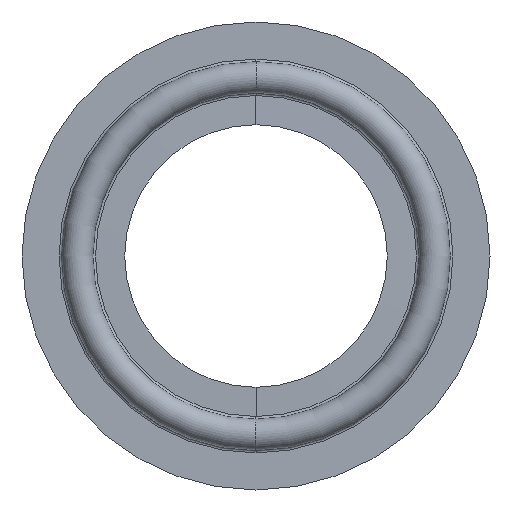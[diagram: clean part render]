
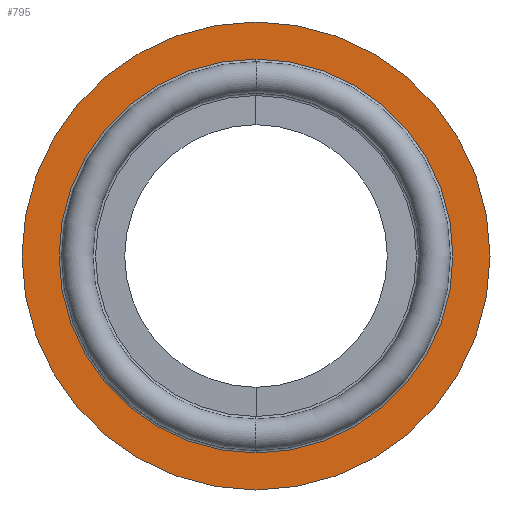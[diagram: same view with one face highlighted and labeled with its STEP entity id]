
A CAD part, left-side view. The second image highlights one B-rep face of the part: STEP entity #795.
In plain terms, the highlighted planar face has unit normal (-1, 0, 0).
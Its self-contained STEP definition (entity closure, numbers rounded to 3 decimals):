
#16 = CARTESIAN_POINT ( 'NONE',  ( -0.9, 0., 0. ) ) ;
#60 = AXIS2_PLACEMENT_3D ( 'NONE', #149, #696, #389 ) ;
#81 = DIRECTION ( 'NONE',  ( 0., 0., -1. ) ) ;
#86 = DIRECTION ( 'NONE',  ( 1., 0., 0. ) ) ;
#87 = DIRECTION ( 'NONE',  ( -1., 0., 0. ) ) ;
#92 = CIRCLE ( 'NONE', #801, 18. ) ;
#100 = CARTESIAN_POINT ( 'NONE',  ( -0.9, 0., 15.15 ) ) ;
#121 = EDGE_CURVE ( 'NONE', #720, #480, #745, .T. ) ;
#124 = ORIENTED_EDGE ( 'NONE', *, *, #372, .T. ) ;
#149 = CARTESIAN_POINT ( 'NONE',  ( -0.9, 0., 0. ) ) ;
#170 = PLANE ( 'NONE',  #757 ) ;
#190 = CARTESIAN_POINT ( 'NONE',  ( -0.9, 0., 18. ) ) ;
#210 = ORIENTED_EDGE ( 'NONE', *, *, #383, .T. ) ;
#232 = AXIS2_PLACEMENT_3D ( 'NONE', #16, #86, #81 ) ;
#234 = FACE_BOUND ( 'NONE', #305, .T. ) ;
#305 = EDGE_LOOP ( 'NONE', ( #724, #124 ) ) ;
#313 = VERTEX_POINT ( 'NONE', #615 ) ;
#346 = EDGE_LOOP ( 'NONE', ( #210, #529 ) ) ;
#372 = EDGE_CURVE ( 'NONE', #480, #720, #484, .T. ) ;
#383 = EDGE_CURVE ( 'NONE', #617, #313, #694, .T. ) ;
#389 = DIRECTION ( 'NONE',  ( 0., 0., 1. ) ) ;
#401 = CARTESIAN_POINT ( 'NONE',  ( -0.9, 0., 0. ) ) ;
#415 = DIRECTION ( 'NONE',  ( 1., 0., 0. ) ) ;
#423 = CARTESIAN_POINT ( 'NONE',  ( -0.9, 14.95, 0. ) ) ;
#480 = VERTEX_POINT ( 'NONE', #100 ) ;
#484 = CIRCLE ( 'NONE', #232, 15.15 ) ;
#492 = CARTESIAN_POINT ( 'NONE',  ( -0.9, 0., -15.15 ) ) ;
#529 = ORIENTED_EDGE ( 'NONE', *, *, #541, .T. ) ;
#541 = EDGE_CURVE ( 'NONE', #313, #617, #92, .T. ) ;
#550 = FACE_OUTER_BOUND ( 'NONE', #346, .T. ) ;
#606 = DIRECTION ( 'NONE',  ( 1., 0., 0. ) ) ;
#615 = CARTESIAN_POINT ( 'NONE',  ( -0.9, 0., -18. ) ) ;
#617 = VERTEX_POINT ( 'NONE', #190 ) ;
#635 = DIRECTION ( 'NONE',  ( 0., 0., 1. ) ) ;
#662 = DIRECTION ( 'NONE',  ( 0., 0., -1. ) ) ;
#694 = CIRCLE ( 'NONE', #60, 18. ) ;
#696 = DIRECTION ( 'NONE',  ( -1., 0., 0. ) ) ;
#720 = VERTEX_POINT ( 'NONE', #492 ) ;
#724 = ORIENTED_EDGE ( 'NONE', *, *, #121, .T. ) ;
#744 = DIRECTION ( 'NONE',  ( 0., 0., -1. ) ) ;
#745 = CIRCLE ( 'NONE', #762, 15.15 ) ;
#757 = AXIS2_PLACEMENT_3D ( 'NONE', #423, #606, #744 ) ;
#762 = AXIS2_PLACEMENT_3D ( 'NONE', #783, #415, #662 ) ;
#783 = CARTESIAN_POINT ( 'NONE',  ( -0.9, 0., 0. ) ) ;
#795 = ADVANCED_FACE ( 'NONE', ( #234, #550 ), #170, .F. ) ;
#801 = AXIS2_PLACEMENT_3D ( 'NONE', #401, #87, #635 ) ;
